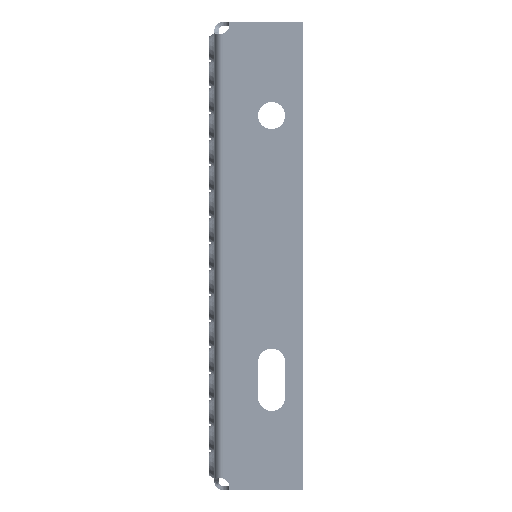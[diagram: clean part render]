
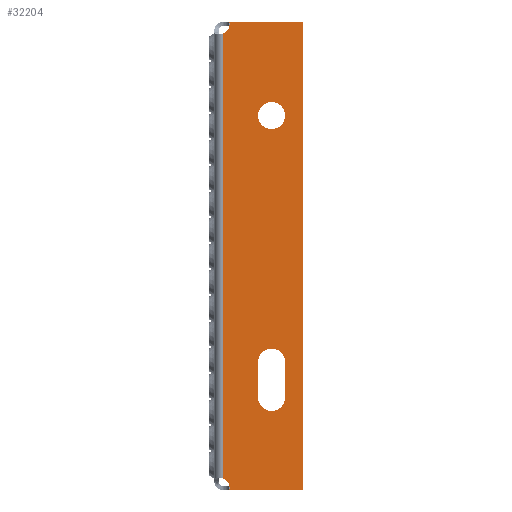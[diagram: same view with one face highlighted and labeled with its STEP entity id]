
A CAD part, left-side view. The second image highlights one B-rep face of the part: STEP entity #32204.
In plain terms, the highlighted planar face has unit normal (-1, 0, 0).
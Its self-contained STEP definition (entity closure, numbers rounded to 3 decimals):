
#1387 = FACE_BOUND ( 'NONE', #181097, .T. ) ;
#2310 = DIRECTION ( 'NONE',  ( -1., 0., 0. ) ) ;
#5885 = ORIENTED_EDGE ( 'NONE', *, *, #30103, .T. ) ;
#6478 = ORIENTED_EDGE ( 'NONE', *, *, #148077, .F. ) ;
#7616 = ORIENTED_EDGE ( 'NONE', *, *, #20109, .T. ) ;
#8447 = ORIENTED_EDGE ( 'NONE', *, *, #127574, .T. ) ;
#11568 = VERTEX_POINT ( 'NONE', #160597 ) ;
#18863 = ORIENTED_EDGE ( 'NONE', *, *, #97443, .F. ) ;
#18885 = DIRECTION ( 'NONE',  ( -1., 0., 0. ) ) ;
#20109 = EDGE_CURVE ( 'NONE', #93199, #132146, #102055, .T. ) ;
#21950 = EDGE_CURVE ( 'NONE', #78171, #172703, #104317, .T. ) ;
#24488 = AXIS2_PLACEMENT_3D ( 'NONE', #66212, #177775, #82295 ) ;
#27090 = CARTESIAN_POINT ( 'NONE',  ( -400., -42.498, 112.5 ) ) ;
#30103 = EDGE_CURVE ( 'NONE', #132146, #41958, #122061, .T. ) ;
#32204 = ADVANCED_FACE ( 'NONE', ( #176051, #1387, #81259 ), #178015, .T. ) ;
#33264 = CARTESIAN_POINT ( 'NONE',  ( -400., -27.498, -68. ) ) ;
#34734 = VECTOR ( 'NONE', #75905, 1000. ) ;
#40514 = CARTESIAN_POINT ( 'NONE',  ( -400., -7.187, 112.5 ) ) ;
#40871 = EDGE_CURVE ( 'NONE', #75107, #78171, #203916, .T. ) ;
#41958 = VERTEX_POINT ( 'NONE', #94998 ) ;
#44044 = CIRCLE ( 'NONE', #70460, 6.5 ) ;
#47265 = DIRECTION ( 'NONE',  ( 1., 0., 0. ) ) ;
#49307 = DIRECTION ( 'NONE',  ( 0., -1., 0. ) ) ;
#50416 = CARTESIAN_POINT ( 'NONE',  ( -400., -2.288, -111.5 ) ) ;
#54898 = VERTEX_POINT ( 'NONE', #135920 ) ;
#58135 = EDGE_CURVE ( 'NONE', #106162, #54898, #190726, .T. ) ;
#60944 = CARTESIAN_POINT ( 'NONE',  ( -400., -4., -111.5 ) ) ;
#66212 = CARTESIAN_POINT ( 'NONE',  ( -400., -2.288, 111.5 ) ) ;
#66303 = VECTOR ( 'NONE', #169114, 1000. ) ;
#66726 = DIRECTION ( 'NONE',  ( -1., 0., 0. ) ) ;
#66923 = DIRECTION ( 'NONE',  ( -1., 0., 0. ) ) ;
#70460 = AXIS2_PLACEMENT_3D ( 'NONE', #114463, #18885, #130476 ) ;
#73648 = CARTESIAN_POINT ( 'NONE',  ( -400., -42.498, -112.5 ) ) ;
#73999 = ORIENTED_EDGE ( 'NONE', *, *, #151485, .F. ) ;
#75107 = VERTEX_POINT ( 'NONE', #133398 ) ;
#75905 = DIRECTION ( 'NONE',  ( 0., 1., 0. ) ) ;
#78171 = VERTEX_POINT ( 'NONE', #193641 ) ;
#81259 = FACE_OUTER_BOUND ( 'NONE', #104727, .T. ) ;
#82295 = DIRECTION ( 'NONE',  ( 0., 0., 1. ) ) ;
#86613 = EDGE_LOOP ( 'NONE', ( #6478, #108927, #88232, #200468 ) ) ;
#88232 = ORIENTED_EDGE ( 'NONE', *, *, #21950, .F. ) ;
#93199 = VERTEX_POINT ( 'NONE', #153181 ) ;
#94998 = CARTESIAN_POINT ( 'NONE',  ( -400., -42.498, -112.5 ) ) ;
#95202 = LINE ( 'NONE', #109231, #137594 ) ;
#95225 = ORIENTED_EDGE ( 'NONE', *, *, #175607, .T. ) ;
#97443 = EDGE_CURVE ( 'NONE', #106858, #11568, #44044, .T. ) ;
#98364 = VERTEX_POINT ( 'NONE', #130249 ) ;
#102055 = CIRCLE ( 'NONE', #152630, 5. ) ;
#104317 = CIRCLE ( 'NONE', #166434, 6.5 ) ;
#104480 = CARTESIAN_POINT ( 'NONE',  ( -400., -7.187, -112.5 ) ) ;
#104727 = EDGE_LOOP ( 'NONE', ( #73999, #7616, #5885, #8447, #95225, #111493 ) ) ;
#106162 = VERTEX_POINT ( 'NONE', #40514 ) ;
#106858 = VERTEX_POINT ( 'NONE', #155993 ) ;
#108927 = ORIENTED_EDGE ( 'NONE', *, *, #193825, .F. ) ;
#109231 = CARTESIAN_POINT ( 'NONE',  ( -400., -33.998, -111.5 ) ) ;
#111493 = ORIENTED_EDGE ( 'NONE', *, *, #58135, .T. ) ;
#111614 = CARTESIAN_POINT ( 'NONE',  ( -400., -7.187, -112.5 ) ) ;
#114463 = CARTESIAN_POINT ( 'NONE',  ( -400., -27.498, 67.5 ) ) ;
#117100 = LINE ( 'NONE', #60944, #159454 ) ;
#119244 = VECTOR ( 'NONE', #171096, 1000. ) ;
#119643 = LINE ( 'NONE', #27090, #34734 ) ;
#122061 = LINE ( 'NONE', #111614, #127032 ) ;
#127032 = VECTOR ( 'NONE', #143699, 1000. ) ;
#127574 = EDGE_CURVE ( 'NONE', #41958, #98364, #151196, .T. ) ;
#130249 = CARTESIAN_POINT ( 'NONE',  ( -400., -42.498, 112.5 ) ) ;
#130476 = DIRECTION ( 'NONE',  ( 0., -1., 0. ) ) ;
#132146 = VERTEX_POINT ( 'NONE', #104480 ) ;
#133398 = CARTESIAN_POINT ( 'NONE',  ( -400., -20.998, -51. ) ) ;
#133672 = VERTEX_POINT ( 'NONE', #181021 ) ;
#135920 = CARTESIAN_POINT ( 'NONE',  ( -400., -4., 106.802 ) ) ;
#137594 = VECTOR ( 'NONE', #204664, 1000. ) ;
#139058 = CARTESIAN_POINT ( 'NONE',  ( -400., -20.998, -111.5 ) ) ;
#142864 = CARTESIAN_POINT ( 'NONE',  ( -400., -2.288, -111.5 ) ) ;
#143416 = CIRCLE ( 'NONE', #170472, 6.5 ) ;
#143699 = DIRECTION ( 'NONE',  ( 0., -1., 0. ) ) ;
#144885 = DIRECTION ( 'NONE',  ( -1., 0., 0. ) ) ;
#145141 = AXIS2_PLACEMENT_3D ( 'NONE', #162501, #66923, #178455 ) ;
#148077 = EDGE_CURVE ( 'NONE', #133672, #75107, #143416, .T. ) ;
#151196 = LINE ( 'NONE', #73648, #66303 ) ;
#151485 = EDGE_CURVE ( 'NONE', #93199, #54898, #117100, .T. ) ;
#152630 = AXIS2_PLACEMENT_3D ( 'NONE', #142864, #47265, #158894 ) ;
#153181 = CARTESIAN_POINT ( 'NONE',  ( -400., -4., -106.802 ) ) ;
#155993 = CARTESIAN_POINT ( 'NONE',  ( -400., -33.998, 67.5 ) ) ;
#158894 = DIRECTION ( 'NONE',  ( 0., 0., 1. ) ) ;
#159454 = VECTOR ( 'NONE', #171134, 1000. ) ;
#160597 = CARTESIAN_POINT ( 'NONE',  ( -400., -20.998, 67.5 ) ) ;
#162291 = CARTESIAN_POINT ( 'NONE',  ( -400., -27.498, -51. ) ) ;
#162501 = CARTESIAN_POINT ( 'NONE',  ( -400., -27.498, 67.5 ) ) ;
#166434 = AXIS2_PLACEMENT_3D ( 'NONE', #33264, #144885, #49307 ) ;
#169114 = DIRECTION ( 'NONE',  ( 0., 0., 1. ) ) ;
#170472 = AXIS2_PLACEMENT_3D ( 'NONE', #162291, #66726, #178275 ) ;
#171096 = DIRECTION ( 'NONE',  ( 0., 0., -1. ) ) ;
#171134 = DIRECTION ( 'NONE',  ( 0., 0., 1. ) ) ;
#172703 = VERTEX_POINT ( 'NONE', #175424 ) ;
#175424 = CARTESIAN_POINT ( 'NONE',  ( -400., -33.998, -68. ) ) ;
#175607 = EDGE_CURVE ( 'NONE', #98364, #106162, #119643, .T. ) ;
#176051 = FACE_BOUND ( 'NONE', #86613, .T. ) ;
#176084 = AXIS2_PLACEMENT_3D ( 'NONE', #50416, #2310, #194038 ) ;
#177775 = DIRECTION ( 'NONE',  ( 1., 0., 0. ) ) ;
#178015 = PLANE ( 'NONE',  #176084 ) ;
#178275 = DIRECTION ( 'NONE',  ( 0., -1., 0. ) ) ;
#178455 = DIRECTION ( 'NONE',  ( 0., -1., 0. ) ) ;
#181021 = CARTESIAN_POINT ( 'NONE',  ( -400., -33.998, -51. ) ) ;
#181097 = EDGE_LOOP ( 'NONE', ( #198754, #18863 ) ) ;
#189890 = EDGE_CURVE ( 'NONE', #11568, #106858, #198752, .T. ) ;
#190726 = CIRCLE ( 'NONE', #24488, 5. ) ;
#193641 = CARTESIAN_POINT ( 'NONE',  ( -400., -20.998, -68. ) ) ;
#193825 = EDGE_CURVE ( 'NONE', #172703, #133672, #95202, .T. ) ;
#194038 = DIRECTION ( 'NONE',  ( 0., 0., 1. ) ) ;
#198752 = CIRCLE ( 'NONE', #145141, 6.5 ) ;
#198754 = ORIENTED_EDGE ( 'NONE', *, *, #189890, .F. ) ;
#200468 = ORIENTED_EDGE ( 'NONE', *, *, #40871, .F. ) ;
#203916 = LINE ( 'NONE', #139058, #119244 ) ;
#204664 = DIRECTION ( 'NONE',  ( 0., 0., 1. ) ) ;
